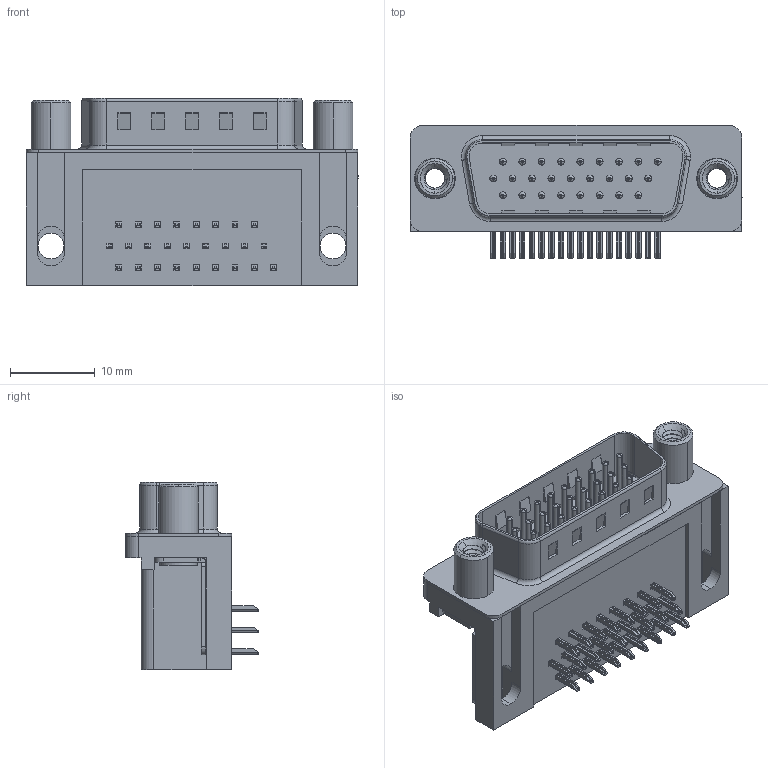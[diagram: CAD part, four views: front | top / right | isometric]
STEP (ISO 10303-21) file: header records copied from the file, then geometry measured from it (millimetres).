
FILE_DESCRIPTION (( 'STEP AP203' ), '1' );
FILE_NAME ('633-026-263-010.STEP', '2018-09-06T08:32:06', ( '' ), ( '' ), 'SwSTEP 2.0', 'SolidWorks 2016', '' );
FILE_SCHEMA (( 'CONFIG_CONTROL_DESIGN' ));
Length unit declared in the file: millimetre
Products named in the file (8): 633 Contact Middle; 633 Contact Top; 633 Thru Hole Board Mount; 633 Round Threaded Standoff; 633-026-263-010; 633 Housing_26 Contact; 633 Shell_26 Contact; 633 Contact Bottom
Assembly tree (32 placements, depth 2):
  633-026-263-010
    633 Housing_26 Contact
    633 Shell_26 Contact
    633 Contact Bottom  x8
    633 Contact Middle  x9
    633 Contact Top  x9
    633 Thru Hole Board Mount  x2
    633 Round Threaded Standoff  x2
Bounding box: 39.22 x 15.73 x 22.1 mm (x, y, z)
Volume: 5686.7 mm3; surface area: 7436.9 mm2
Topology: 32 solids, 32 shells, 2296 faces, 5692 edges, 3517 vertices
Faces by surface type: plane 1411, cylinder 686, torus 171, bspline 16, cone 12
Entity records: 23900 total; most frequent: CARTESIAN_POINT 5526, DIRECTION 3562, ORIENTED_EDGE 3434, EDGE_CURVE 1717, AXIS2_PLACEMENT_3D 1195, LINE 1172, VECTOR 1172, VERTEX_POINT 1099
